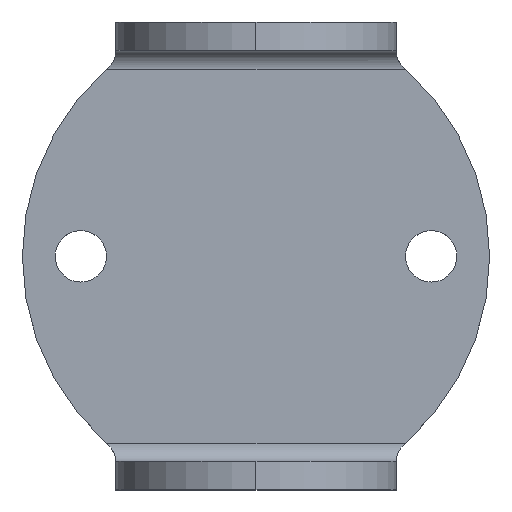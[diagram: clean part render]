
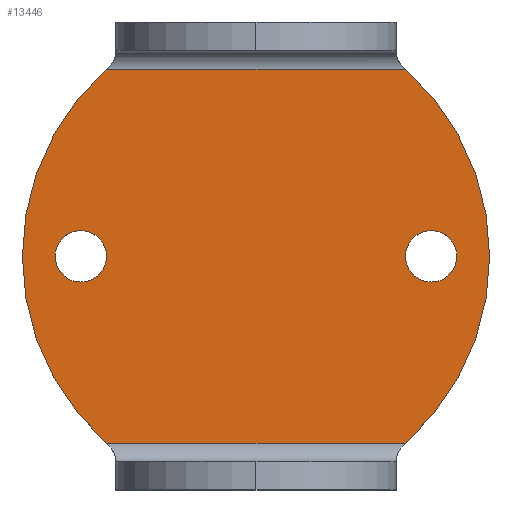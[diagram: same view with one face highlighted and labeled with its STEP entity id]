
A CAD part, top view. The second image highlights one B-rep face of the part: STEP entity #13446.
In plain terms, the highlighted planar face has unit normal (0, 0, 1).
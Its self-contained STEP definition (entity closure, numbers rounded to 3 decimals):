
#62 = EDGE_LOOP ( 'NONE', ( #8972, #6330 ) ) ;
#394 = AXIS2_PLACEMENT_3D ( 'NONE', #11123, #18047, #11186 ) ;
#510 = EDGE_CURVE ( 'NONE', #6952, #8588, #16957, .T. ) ;
#516 = CIRCLE ( 'NONE', #14593, 53.4 ) ;
#617 = DIRECTION ( 'NONE',  ( 0., 0., 1. ) ) ;
#618 = VERTEX_POINT ( 'NONE', #8077 ) ;
#619 = DIRECTION ( 'NONE',  ( 0., 0., 1. ) ) ;
#1625 = CIRCLE ( 'NONE', #17558, 5.5 ) ;
#2573 = ORIENTED_EDGE ( 'NONE', *, *, #13175, .T. ) ;
#2701 = AXIS2_PLACEMENT_3D ( 'NONE', #10585, #617, #10469 ) ;
#2914 = DIRECTION ( 'NONE',  ( 1., 0., 0. ) ) ;
#3113 = VECTOR ( 'NONE', #15955, 1000. ) ;
#3117 = CIRCLE ( 'NONE', #17190, 5.5 ) ;
#3585 = DIRECTION ( 'NONE',  ( 0., 0., 1. ) ) ;
#3607 = CARTESIAN_POINT ( 'NONE',  ( 35., 44., 6. ) ) ;
#4047 = ORIENTED_EDGE ( 'NONE', *, *, #14512, .F. ) ;
#4310 = VERTEX_POINT ( 'NONE', #17701 ) ;
#4428 = CARTESIAN_POINT ( 'NONE',  ( 37.5, 0., 6. ) ) ;
#4678 = CARTESIAN_POINT ( 'NONE',  ( -3.4, 0., 6. ) ) ;
#4919 = CARTESIAN_POINT ( 'NONE',  ( 35., 40., 6. ) ) ;
#4945 = CARTESIAN_POINT ( 'NONE',  ( -31.977, -40., 6. ) ) ;
#5074 = ORIENTED_EDGE ( 'NONE', *, *, #14695, .T. ) ;
#5128 = PLANE ( 'NONE',  #6640 ) ;
#6125 = CARTESIAN_POINT ( 'NONE',  ( 35., -40., 6. ) ) ;
#6330 = ORIENTED_EDGE ( 'NONE', *, *, #9394, .F. ) ;
#6393 = DIRECTION ( 'NONE',  ( -1., 0., 0. ) ) ;
#6640 = AXIS2_PLACEMENT_3D ( 'NONE', #3607, #10612, #16139 ) ;
#6647 = CARTESIAN_POINT ( 'NONE',  ( -37.5, 0., 6. ) ) ;
#6952 = VERTEX_POINT ( 'NONE', #4945 ) ;
#7555 = CIRCLE ( 'NONE', #7842, 5.5 ) ;
#7576 = DIRECTION ( 'NONE',  ( -1., 0., 0. ) ) ;
#7842 = AXIS2_PLACEMENT_3D ( 'NONE', #10074, #12806, #12932 ) ;
#7948 = EDGE_LOOP ( 'NONE', ( #2573, #5074, #16688, #13681, #16873 ) ) ;
#8077 = CARTESIAN_POINT ( 'NONE',  ( -43., 0., 6. ) ) ;
#8121 = CARTESIAN_POINT ( 'NONE',  ( 31.977, -40., 6. ) ) ;
#8588 = VERTEX_POINT ( 'NONE', #8121 ) ;
#8923 = EDGE_CURVE ( 'NONE', #14702, #15904, #1625, .T. ) ;
#8972 = ORIENTED_EDGE ( 'NONE', *, *, #8923, .F. ) ;
#9116 = VERTEX_POINT ( 'NONE', #10460 ) ;
#9173 = EDGE_LOOP ( 'NONE', ( #4047, #11324 ) ) ;
#9355 = VERTEX_POINT ( 'NONE', #18045 ) ;
#9394 = EDGE_CURVE ( 'NONE', #15904, #14702, #7555, .T. ) ;
#9556 = DIRECTION ( 'NONE',  ( 0., 0., 1. ) ) ;
#9617 = CARTESIAN_POINT ( 'NONE',  ( 3.4, 0., 6. ) ) ;
#10074 = CARTESIAN_POINT ( 'NONE',  ( 37.5, 0., 6. ) ) ;
#10075 = EDGE_CURVE ( 'NONE', #8588, #4310, #516, .T. ) ;
#10159 = FACE_BOUND ( 'NONE', #9173, .T. ) ;
#10234 = AXIS2_PLACEMENT_3D ( 'NONE', #9617, #9556, #12549 ) ;
#10460 = CARTESIAN_POINT ( 'NONE',  ( -50., 0., 6. ) ) ;
#10469 = DIRECTION ( 'NONE',  ( 1., 0., 0. ) ) ;
#10585 = CARTESIAN_POINT ( 'NONE',  ( -37.5, 0., 6. ) ) ;
#10612 = DIRECTION ( 'NONE',  ( 0., 0., 1. ) ) ;
#10796 = LINE ( 'NONE', #4919, #12973 ) ;
#11123 = CARTESIAN_POINT ( 'NONE',  ( 3.4, 0., 6. ) ) ;
#11186 = DIRECTION ( 'NONE',  ( 1., 0., 0. ) ) ;
#11322 = DIRECTION ( 'NONE',  ( 0., 0., 1. ) ) ;
#11324 = ORIENTED_EDGE ( 'NONE', *, *, #16116, .F. ) ;
#11913 = FACE_OUTER_BOUND ( 'NONE', #7948, .T. ) ;
#12069 = CIRCLE ( 'NONE', #2701, 5.5 ) ;
#12362 = CARTESIAN_POINT ( 'NONE',  ( 32., 0., 6. ) ) ;
#12549 = DIRECTION ( 'NONE',  ( 1., 0., 0. ) ) ;
#12806 = DIRECTION ( 'NONE',  ( 0., 0., 1. ) ) ;
#12932 = DIRECTION ( 'NONE',  ( 1., 0., 0. ) ) ;
#12973 = VECTOR ( 'NONE', #6393, 1000. ) ;
#13175 = EDGE_CURVE ( 'NONE', #9355, #9116, #17668, .T. ) ;
#13446 = ADVANCED_FACE ( 'NONE', ( #16759, #10159, #11913 ), #5128, .T. ) ;
#13681 = ORIENTED_EDGE ( 'NONE', *, *, #10075, .T. ) ;
#14269 = CARTESIAN_POINT ( 'NONE',  ( -32., 0., 6. ) ) ;
#14512 = EDGE_CURVE ( 'NONE', #618, #17431, #3117, .T. ) ;
#14593 = AXIS2_PLACEMENT_3D ( 'NONE', #4678, #619, #7576 ) ;
#14695 = EDGE_CURVE ( 'NONE', #9116, #6952, #16960, .T. ) ;
#14702 = VERTEX_POINT ( 'NONE', #12362 ) ;
#14800 = EDGE_CURVE ( 'NONE', #4310, #9355, #10796, .T. ) ;
#15904 = VERTEX_POINT ( 'NONE', #16630 ) ;
#15955 = DIRECTION ( 'NONE',  ( 1., 0., 0. ) ) ;
#16116 = EDGE_CURVE ( 'NONE', #17431, #618, #12069, .T. ) ;
#16139 = DIRECTION ( 'NONE',  ( 1., 0., 0. ) ) ;
#16487 = DIRECTION ( 'NONE',  ( 1., 0., 0. ) ) ;
#16630 = CARTESIAN_POINT ( 'NONE',  ( 43., 0., 6. ) ) ;
#16688 = ORIENTED_EDGE ( 'NONE', *, *, #510, .T. ) ;
#16759 = FACE_BOUND ( 'NONE', #62, .T. ) ;
#16873 = ORIENTED_EDGE ( 'NONE', *, *, #14800, .T. ) ;
#16957 = LINE ( 'NONE', #6125, #3113 ) ;
#16960 = CIRCLE ( 'NONE', #10234, 53.4 ) ;
#17190 = AXIS2_PLACEMENT_3D ( 'NONE', #6647, #3585, #16487 ) ;
#17431 = VERTEX_POINT ( 'NONE', #14269 ) ;
#17558 = AXIS2_PLACEMENT_3D ( 'NONE', #4428, #11322, #2914 ) ;
#17668 = CIRCLE ( 'NONE', #394, 53.4 ) ;
#17701 = CARTESIAN_POINT ( 'NONE',  ( 31.977, 40., 6. ) ) ;
#18045 = CARTESIAN_POINT ( 'NONE',  ( -31.977, 40., 6. ) ) ;
#18047 = DIRECTION ( 'NONE',  ( 0., 0., 1. ) ) ;
